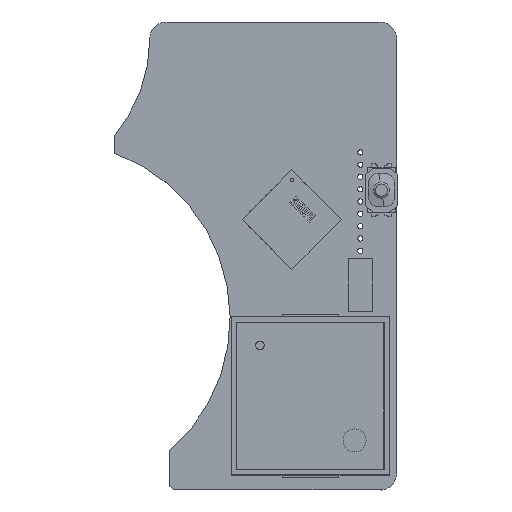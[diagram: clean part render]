
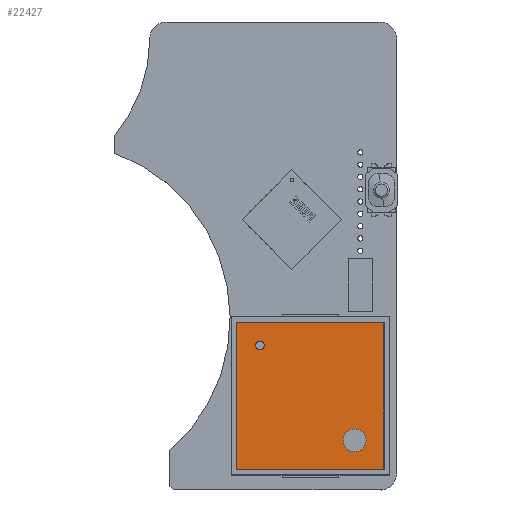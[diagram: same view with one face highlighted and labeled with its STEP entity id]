
A CAD part, top view. The second image highlights one B-rep face of the part: STEP entity #22427.
In plain terms, the highlighted face is planar.
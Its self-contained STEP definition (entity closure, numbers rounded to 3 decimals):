
#121 = CARTESIAN_POINT ( 'NONE',  ( 2.095, 1.91, -2.625 ) ) ;
#339 = VERTEX_POINT ( 'NONE', #121 ) ;
#352 = EDGE_CURVE ( 'NONE', #25091, #1773, #14669, .T. ) ;
#1075 = VERTEX_POINT ( 'NONE', #9457 ) ;
#1337 = DIRECTION ( 'NONE',  ( 0., 0., -1. ) ) ;
#1545 = LINE ( 'NONE', #4976, #22286 ) ;
#1773 = VERTEX_POINT ( 'NONE', #8020 ) ;
#2278 = CARTESIAN_POINT ( 'NONE',  ( 7.495, 1.91, -7.375 ) ) ;
#2860 = EDGE_CURVE ( 'NONE', #19415, #339, #12489, .T. ) ;
#2943 = FACE_OUTER_BOUND ( 'NONE', #18839, .T. ) ;
#3042 = DIRECTION ( 'NONE',  ( 0., 0., 1. ) ) ;
#3426 = DIRECTION ( 'NONE',  ( 0., -1., 0. ) ) ;
#3750 = AXIS2_PLACEMENT_3D ( 'NONE', #13755, #3426, #1337 ) ;
#3856 = ORIENTED_EDGE ( 'NONE', *, *, #10185, .F. ) ;
#3913 = FACE_BOUND ( 'NONE', #20001, .T. ) ;
#4080 = PLANE ( 'NONE',  #8664 ) ;
#4296 = ORIENTED_EDGE ( 'NONE', *, *, #352, .T. ) ;
#4418 = LINE ( 'NONE', #12512, #25827 ) ;
#4498 = CARTESIAN_POINT ( 'NONE',  ( 7.495, 1.91, -7.375 ) ) ;
#4832 = CARTESIAN_POINT ( 'NONE',  ( 8.962, 1.91, -0.325 ) ) ;
#4976 = CARTESIAN_POINT ( 'NONE',  ( 0.445, 1.91, -0.158 ) ) ;
#6084 = DIRECTION ( 'NONE',  ( 0., 0., -1. ) ) ;
#6168 = CARTESIAN_POINT ( 'NONE',  ( 8.962, 1.91, -0.158 ) ) ;
#6664 = VERTEX_POINT ( 'NONE', #13923 ) ;
#7024 = CARTESIAN_POINT ( 'NONE',  ( 8.795, 1.91, -8.842 ) ) ;
#7473 = CARTESIAN_POINT ( 'NONE',  ( 7.495, 1.91, -7.625 ) ) ;
#8020 = CARTESIAN_POINT ( 'NONE',  ( 7.495, 1.91, -7.125 ) ) ;
#8022 = EDGE_CURVE ( 'NONE', #1075, #8133, #4418, .T. ) ;
#8133 = VERTEX_POINT ( 'NONE', #10588 ) ;
#8281 = EDGE_CURVE ( 'NONE', #1773, #25091, #12204, .T. ) ;
#8664 = AXIS2_PLACEMENT_3D ( 'NONE', #6168, #24472, #12177 ) ;
#9352 = CARTESIAN_POINT ( 'NONE',  ( 2.095, 1.91, -1.325 ) ) ;
#9457 = CARTESIAN_POINT ( 'NONE',  ( 8.795, 1.91, -8.675 ) ) ;
#9935 = VECTOR ( 'NONE', #19344, 1000. ) ;
#10185 = EDGE_CURVE ( 'NONE', #6664, #15458, #26126, .T. ) ;
#10314 = DIRECTION ( 'NONE',  ( -1., 0., 0. ) ) ;
#10588 = CARTESIAN_POINT ( 'NONE',  ( 0.445, 1.91, -8.675 ) ) ;
#11821 = LINE ( 'NONE', #7024, #26351 ) ;
#12066 = CARTESIAN_POINT ( 'NONE',  ( 0.445, 1.91, -0.325 ) ) ;
#12177 = DIRECTION ( 'NONE',  ( 0., 0., 1. ) ) ;
#12204 = CIRCLE ( 'NONE', #15539, 0.25 ) ;
#12489 = CIRCLE ( 'NONE', #3750, 0.65 ) ;
#12512 = CARTESIAN_POINT ( 'NONE',  ( 0.278, 1.91, -8.675 ) ) ;
#12736 = EDGE_CURVE ( 'NONE', #8133, #15458, #1545, .T. ) ;
#13755 = CARTESIAN_POINT ( 'NONE',  ( 2.095, 1.91, -1.975 ) ) ;
#13923 = CARTESIAN_POINT ( 'NONE',  ( 8.795, 1.91, -0.325 ) ) ;
#14669 = CIRCLE ( 'NONE', #20624, 0.25 ) ;
#14671 = EDGE_CURVE ( 'NONE', #1075, #6664, #11821, .T. ) ;
#14819 = ORIENTED_EDGE ( 'NONE', *, *, #2860, .T. ) ;
#15177 = ORIENTED_EDGE ( 'NONE', *, *, #21342, .T. ) ;
#15458 = VERTEX_POINT ( 'NONE', #12066 ) ;
#15539 = AXIS2_PLACEMENT_3D ( 'NONE', #4498, #19015, #21086 ) ;
#16649 = DIRECTION ( 'NONE',  ( 0., -1., 0. ) ) ;
#16754 = DIRECTION ( 'NONE',  ( 0., -1., 0. ) ) ;
#17317 = ORIENTED_EDGE ( 'NONE', *, *, #8281, .T. ) ;
#17550 = FACE_BOUND ( 'NONE', #23353, .T. ) ;
#18839 = EDGE_LOOP ( 'NONE', ( #24290, #20977, #3856, #22325 ) ) ;
#19015 = DIRECTION ( 'NONE',  ( 0., -1., 0. ) ) ;
#19272 = AXIS2_PLACEMENT_3D ( 'NONE', #20771, #16649, #6084 ) ;
#19344 = DIRECTION ( 'NONE',  ( -1., 0., 0. ) ) ;
#19415 = VERTEX_POINT ( 'NONE', #9352 ) ;
#20001 = EDGE_LOOP ( 'NONE', ( #4296, #17317 ) ) ;
#20624 = AXIS2_PLACEMENT_3D ( 'NONE', #2278, #16754, #25120 ) ;
#20771 = CARTESIAN_POINT ( 'NONE',  ( 2.095, 1.91, -1.975 ) ) ;
#20977 = ORIENTED_EDGE ( 'NONE', *, *, #12736, .T. ) ;
#21086 = DIRECTION ( 'NONE',  ( 0., 0., -1. ) ) ;
#21342 = EDGE_CURVE ( 'NONE', #339, #19415, #21850, .T. ) ;
#21850 = CIRCLE ( 'NONE', #19272, 0.65 ) ;
#22286 = VECTOR ( 'NONE', #23646, 1000. ) ;
#22325 = ORIENTED_EDGE ( 'NONE', *, *, #14671, .F. ) ;
#22427 = ADVANCED_FACE ( 'NONE', ( #3913, #17550, #2943 ), #4080, .T. ) ;
#23353 = EDGE_LOOP ( 'NONE', ( #15177, #14819 ) ) ;
#23646 = DIRECTION ( 'NONE',  ( 0., 0., 1. ) ) ;
#24290 = ORIENTED_EDGE ( 'NONE', *, *, #8022, .T. ) ;
#24472 = DIRECTION ( 'NONE',  ( 0., 1., 0. ) ) ;
#25091 = VERTEX_POINT ( 'NONE', #7473 ) ;
#25120 = DIRECTION ( 'NONE',  ( 0., 0., -1. ) ) ;
#25827 = VECTOR ( 'NONE', #10314, 1000. ) ;
#26126 = LINE ( 'NONE', #4832, #9935 ) ;
#26351 = VECTOR ( 'NONE', #3042, 1000. ) ;
